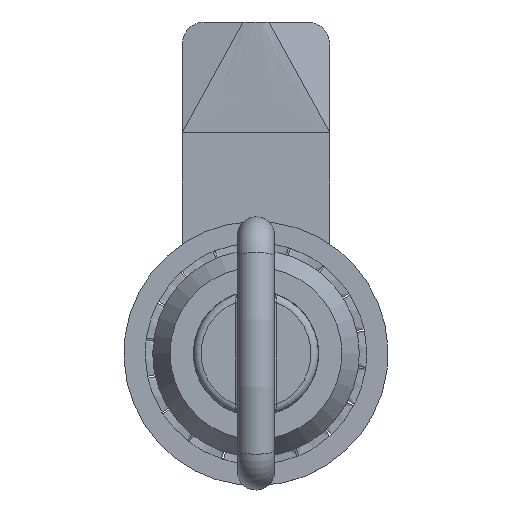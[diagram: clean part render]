
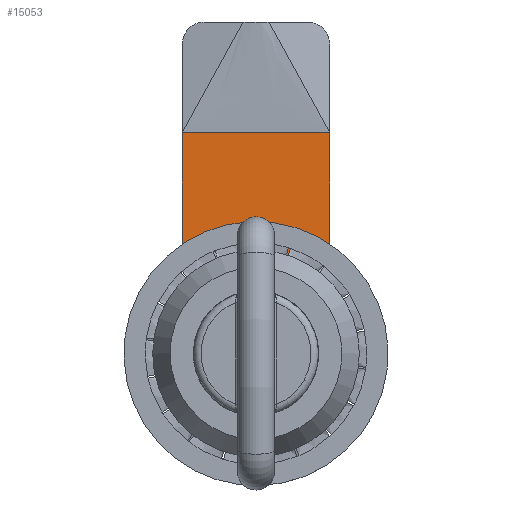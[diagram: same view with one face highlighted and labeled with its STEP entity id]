
A CAD part, top view. The second image highlights one B-rep face of the part: STEP entity #15053.
In plain terms, the highlighted planar face has unit normal (0, 0, 1).
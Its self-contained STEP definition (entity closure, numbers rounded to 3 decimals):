
#2688=LINE('',#84803,#3367);
#2689=LINE('',#84807,#3368);
#2693=LINE('',#84815,#3372);
#2696=LINE('',#84821,#3375);
#2699=LINE('',#84826,#3378);
#2701=LINE('',#84831,#3380);
#2705=LINE('',#84838,#3384);
#2707=LINE('',#84842,#3386);
#2710=LINE('',#84848,#3389);
#2713=LINE('',#84854,#3392);
#2717=LINE('',#84865,#3396);
#3367=VECTOR('',#18393,20.);
#3368=VECTOR('',#18396,8.1);
#3372=VECTOR('',#18402,8.1);
#3375=VECTOR('',#18407,8.1);
#3378=VECTOR('',#18412,8.1);
#3380=VECTOR('',#18416,5.1);
#3384=VECTOR('',#18422,16.5);
#3386=VECTOR('',#18426,16.5);
#3389=VECTOR('',#18431,5.1);
#3392=VECTOR('',#18436,8.155);
#3396=VECTOR('',#18448,8.155);
#3489=FACE_BOUND('',#5283,.T.);
#4356=FACE_OUTER_BOUND('',#5282,.T.);
#5282=EDGE_LOOP('',(#13940,#13941,#13942,#13943,#13944,#13945,#13946,#13947));
#5283=EDGE_LOOP('',(#13948,#13949,#13950,#13951));
#5557=CIRCLE('',#15958,8.5);
#7021=VERTEX_POINT('',#84660);
#7030=VERTEX_POINT('',#84729);
#7032=VERTEX_POINT('',#84805);
#7033=VERTEX_POINT('',#84806);
#7036=VERTEX_POINT('',#84814);
#7038=VERTEX_POINT('',#84820);
#7040=VERTEX_POINT('',#84829);
#7041=VERTEX_POINT('',#84830);
#7044=VERTEX_POINT('',#84841);
#7046=VERTEX_POINT('',#84847);
#7048=VERTEX_POINT('',#84853);
#7050=VERTEX_POINT('',#84859);
#9319=EDGE_CURVE('',#7030,#7021,#2688,.T.);
#9320=EDGE_CURVE('',#7032,#7033,#2689,.T.);
#9324=EDGE_CURVE('',#7033,#7036,#2693,.T.);
#9327=EDGE_CURVE('',#7036,#7038,#2696,.T.);
#9330=EDGE_CURVE('',#7038,#7032,#2699,.T.);
#9332=EDGE_CURVE('',#7040,#7041,#2701,.T.);
#9336=EDGE_CURVE('',#7041,#7030,#2705,.T.);
#9338=EDGE_CURVE('',#7021,#7044,#2707,.T.);
#9341=EDGE_CURVE('',#7044,#7046,#2710,.T.);
#9344=EDGE_CURVE('',#7046,#7048,#2713,.T.);
#9347=EDGE_CURVE('',#7048,#7050,#5557,.T.);
#9350=EDGE_CURVE('',#7050,#7040,#2717,.T.);
#13940=ORIENTED_EDGE('',*,*,#9332,.F.);
#13941=ORIENTED_EDGE('',*,*,#9350,.F.);
#13942=ORIENTED_EDGE('',*,*,#9347,.F.);
#13943=ORIENTED_EDGE('',*,*,#9344,.F.);
#13944=ORIENTED_EDGE('',*,*,#9341,.F.);
#13945=ORIENTED_EDGE('',*,*,#9338,.F.);
#13946=ORIENTED_EDGE('',*,*,#9319,.F.);
#13947=ORIENTED_EDGE('',*,*,#9336,.F.);
#13948=ORIENTED_EDGE('',*,*,#9320,.T.);
#13949=ORIENTED_EDGE('',*,*,#9324,.T.);
#13950=ORIENTED_EDGE('',*,*,#9327,.T.);
#13951=ORIENTED_EDGE('',*,*,#9330,.T.);
#14186=PLANE('',#15962);
#15053=ADVANCED_FACE('',(#4356,#3489),#14186,.T.);
#15958=AXIS2_PLACEMENT_3D('',#84860,#18441,#18442);
#15962=AXIS2_PLACEMENT_3D('',#84868,#18452,#18453);
#18393=DIRECTION('',(1.,0.,0.));
#18396=DIRECTION('',(0.,-1.,0.));
#18402=DIRECTION('',(-1.,0.,0.));
#18407=DIRECTION('',(0.,1.,0.));
#18412=DIRECTION('',(1.,0.,0.));
#18416=DIRECTION('',(-0.471,0.882,0.));
#18422=DIRECTION('',(0.,1.,0.));
#18426=DIRECTION('',(0.,-1.,0.));
#18431=DIRECTION('',(-0.471,-0.882,0.));
#18436=DIRECTION('',(0.105,-0.995,0.));
#18441=DIRECTION('center_axis',(0.,0.,-1.));
#18442=DIRECTION('ref_axis',(-0.995,0.105,0.));
#18448=DIRECTION('',(0.105,0.995,0.));
#18452=DIRECTION('center_axis',(0.,0.,1.));
#18453=DIRECTION('ref_axis',(1.,0.,0.));
#84660=CARTESIAN_POINT('',(10.,30.,3.));
#84729=CARTESIAN_POINT('',(-10.,30.,3.));
#84803=CARTESIAN_POINT('',(10.,30.,3.));
#84805=CARTESIAN_POINT('',(4.05,4.05,3.));
#84806=CARTESIAN_POINT('',(4.05,-4.05,3.));
#84807=CARTESIAN_POINT('',(4.05,8.442,3.));
#84814=CARTESIAN_POINT('',(-4.05,-4.05,3.));
#84815=CARTESIAN_POINT('',(2.025,-4.05,3.));
#84820=CARTESIAN_POINT('',(-4.05,4.05,3.));
#84821=CARTESIAN_POINT('',(-4.05,4.392,3.));
#84826=CARTESIAN_POINT('',(-2.025,4.05,3.));
#84829=CARTESIAN_POINT('',(-7.6,9.,3.));
#84830=CARTESIAN_POINT('',(-10.,13.5,3.));
#84831=CARTESIAN_POINT('',(-10.,13.5,3.));
#84838=CARTESIAN_POINT('',(-10.,30.,3.));
#84841=CARTESIAN_POINT('',(10.,13.5,3.));
#84842=CARTESIAN_POINT('',(10.,13.5,3.));
#84847=CARTESIAN_POINT('',(7.6,9.,3.));
#84848=CARTESIAN_POINT('',(7.6,9.,3.));
#84853=CARTESIAN_POINT('',(8.453,0.889,3.));
#84854=CARTESIAN_POINT('',(8.453,0.889,3.));
#84859=CARTESIAN_POINT('',(-8.453,0.889,3.));
#84860=CARTESIAN_POINT('Origin',(0.,0.,3.));
#84865=CARTESIAN_POINT('',(-7.6,9.,3.));
#84868=CARTESIAN_POINT('Origin',(0.,12.834,3.));
